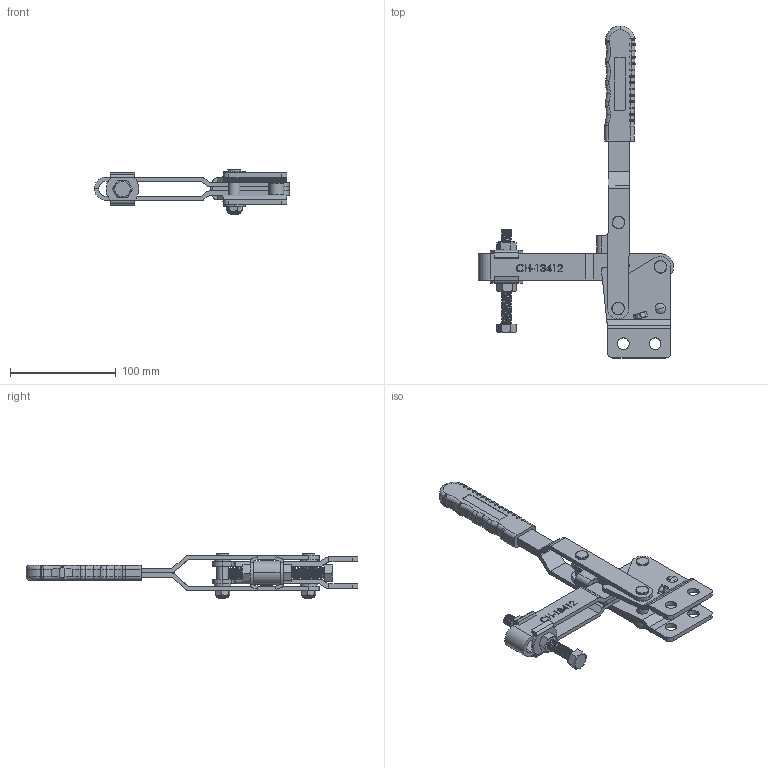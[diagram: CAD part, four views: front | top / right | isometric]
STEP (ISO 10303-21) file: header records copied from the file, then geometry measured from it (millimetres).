
FILE_DESCRIPTION (( 'STEP AP203' ), '1' );
FILE_NAME ('CH-13412.STEP', '2017-11-10T03:30:09', ( 'Windows' ), ( 'Microsoft' ), 'SwSTEP 2.0', 'SolidWorks 2015', '' );
FILE_SCHEMA (( 'CONFIG_CONTROL_DESIGN' ));
Length unit declared in the file: millimetre
Products named in the file (18): CH-SA-109015 SPINDLE SUOOLIED ; CH-14412-07; 5-16-18 LOCK-NUT; CH-14412-10; CH-101-H-06; CH-14412-03 STRAIGHT HANDLE; 貌侗120苤謂; CH-11412-11; CH-13412-01 STRAIGHT BASE; CH-13412; CH-11412-12; CH-13412-02 U-BAR; CH-14412-09; CH-14412-05; CH-14412-08; CH-14412-06; CH-SA-109015 Nut; CH-14412-04 CONNECTING-PLATE
Assembly tree (27 placements, depth 2):
  CH-13412
    CH-13412-01 STRAIGHT BASE
    CH-13412-02 U-BAR
    CH-14412-05
    CH-14412-06  x2
    CH-14412-04 CONNECTING-PLATE
    CH-14412-07  x2
    CH-14412-10  x2
    CH-14412-03 STRAIGHT HANDLE
    CH-11412-11  x4
    CH-11412-12
    CH-14412-09
    CH-14412-08  x2
    CH-SA-109015 Nut  x2
    CH-SA-109015 SPINDLE SUOOLIED 
    5-16-18 LOCK-NUT  x2
    CH-101-H-06
    貌侗120苤謂  x2
Bounding box: 184.8 x 314.29 x 43 mm (x, y, z)
Volume: 215514 mm3; surface area: 131088.8 mm2
Topology: 30 solids, 30 shells, 1417 faces, 3642 edges, 2316 vertices
Faces by surface type: cylinder 603, plane 461, bspline 177, torus 102, cone 68, sphere 6
Entity records: 53516 total; most frequent: CARTESIAN_POINT 21432, ORIENTED_EDGE 6600, DIRECTION 5814, EDGE_CURVE 3300, VERTEX_POINT 2100, AXIS2_PLACEMENT_3D 2064, LINE 1686, VECTOR 1686
